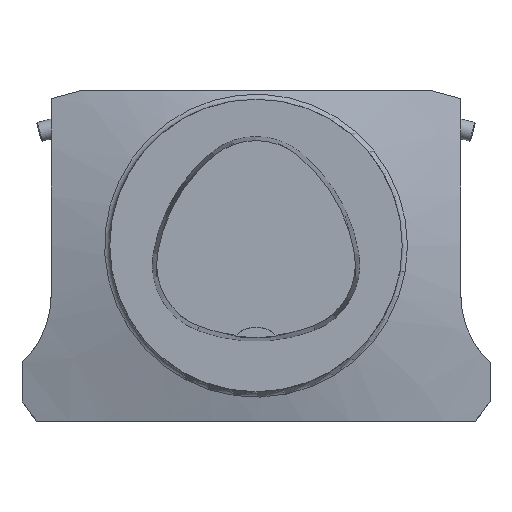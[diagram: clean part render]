
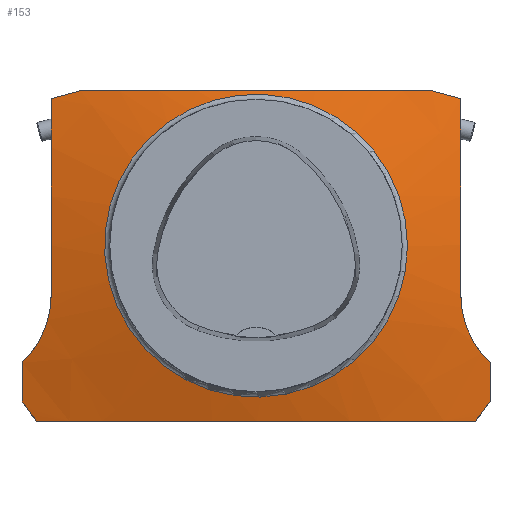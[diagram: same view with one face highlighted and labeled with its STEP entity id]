
A CAD part, top view. The second image highlights one B-rep face of the part: STEP entity #153.
In plain terms, the highlighted conical face has half-angle 75 degrees and reference radius 25.889 mm.
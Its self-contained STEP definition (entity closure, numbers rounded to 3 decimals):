
#48=CONICAL_SURFACE('',#1331,25.889,75.);
#116=B_SPLINE_CURVE_WITH_KNOTS('',3,(#1836,#1837,#1838,#1839,#1840,#1841),
 .UNSPECIFIED.,.F.,.F.,(4,2,4),(0.,0.5,1.),.UNSPECIFIED.);
#117=B_SPLINE_CURVE_WITH_KNOTS('',3,(#1913,#1914,#1915,#1916),
 .UNSPECIFIED.,.F.,.F.,(4,4),(0.,1.),.UNSPECIFIED.);
#118=B_SPLINE_CURVE_WITH_KNOTS('',3,(#1925,#1926,#1927,#1928),
 .UNSPECIFIED.,.F.,.F.,(4,4),(0.,1.),.UNSPECIFIED.);
#119=B_SPLINE_CURVE_WITH_KNOTS('',3,(#1930,#1931,#1932,#1933),
 .UNSPECIFIED.,.F.,.F.,(4,4),(0.,1.),.UNSPECIFIED.);
#120=B_SPLINE_CURVE_WITH_KNOTS('',3,(#1935,#1936,#1937,#1938,#1939,#1940),
 .UNSPECIFIED.,.F.,.F.,(4,2,4),(0.,0.5,1.),.UNSPECIFIED.);
#121=B_SPLINE_CURVE_WITH_KNOTS('',3,(#1942,#1943,#1944,#1945),
 .UNSPECIFIED.,.F.,.F.,(4,4),(0.,1.),.UNSPECIFIED.);
#122=B_SPLINE_CURVE_WITH_KNOTS('',3,(#1947,#1948,#1949,#1950,#1951,#1952),
 .UNSPECIFIED.,.F.,.F.,(4,2,4),(0.,0.5,1.),.UNSPECIFIED.);
#123=B_SPLINE_CURVE_WITH_KNOTS('',3,(#1954,#1955,#1956,#1957),
 .UNSPECIFIED.,.F.,.F.,(4,4),(0.,1.),.UNSPECIFIED.);
#124=B_SPLINE_CURVE_WITH_KNOTS('',3,(#1958,#1959,#1960,#1961),
 .UNSPECIFIED.,.F.,.F.,(4,4),(0.,1.),.UNSPECIFIED.);
#125=B_SPLINE_CURVE_WITH_KNOTS('',3,(#1964,#1965,#1966,#1967,#1968,#1969,
#1970,#1971),.UNSPECIFIED.,.F.,.F.,(4,2,2,4),(0.,0.25,0.5,1.),
 .UNSPECIFIED.);
#153=ADVANCED_FACE('',(#489,#490),#48,.T.);
#489=FACE_BOUND('',#533,.T.);
#490=FACE_BOUND('',#534,.T.);
#533=EDGE_LOOP('',(#673));
#534=EDGE_LOOP('',(#674,#675,#676,#677,#678,#679,#680,#681,#682,#683,#684,
#685));
#673=ORIENTED_EDGE('',*,*,#1120,.F.);
#674=ORIENTED_EDGE('',*,*,#1121,.T.);
#675=ORIENTED_EDGE('',*,*,#1122,.T.);
#676=ORIENTED_EDGE('',*,*,#1123,.T.);
#677=ORIENTED_EDGE('',*,*,#1124,.T.);
#678=ORIENTED_EDGE('',*,*,#1125,.T.);
#679=ORIENTED_EDGE('',*,*,#1126,.T.);
#680=ORIENTED_EDGE('',*,*,#1127,.T.);
#681=ORIENTED_EDGE('',*,*,#1083,.T.);
#682=ORIENTED_EDGE('',*,*,#1128,.T.);
#683=ORIENTED_EDGE('',*,*,#1118,.T.);
#684=ORIENTED_EDGE('',*,*,#1129,.T.);
#685=ORIENTED_EDGE('',*,*,#1130,.T.);
#966=VERTEX_POINT('',#1835);
#967=VERTEX_POINT('',#1842);
#994=VERTEX_POINT('',#1912);
#995=VERTEX_POINT('',#1917);
#996=VERTEX_POINT('',#1921);
#997=VERTEX_POINT('',#1923);
#998=VERTEX_POINT('',#1924);
#999=VERTEX_POINT('',#1929);
#1000=VERTEX_POINT('',#1934);
#1001=VERTEX_POINT('',#1941);
#1002=VERTEX_POINT('',#1946);
#1003=VERTEX_POINT('',#1953);
#1004=VERTEX_POINT('',#1963);
#1083=EDGE_CURVE('',#967,#966,#116,.T.);
#1118=EDGE_CURVE('',#995,#994,#117,.T.);
#1120=EDGE_CURVE('',#996,#996,#1239,.T.);
#1121=EDGE_CURVE('',#997,#998,#1240,.T.);
#1122=EDGE_CURVE('',#998,#999,#118,.T.);
#1123=EDGE_CURVE('',#999,#1000,#119,.T.);
#1124=EDGE_CURVE('',#1000,#1001,#120,.T.);
#1125=EDGE_CURVE('',#1001,#1002,#121,.T.);
#1126=EDGE_CURVE('',#1002,#1003,#122,.T.);
#1127=EDGE_CURVE('',#1003,#967,#123,.T.);
#1128=EDGE_CURVE('',#966,#995,#124,.T.);
#1129=EDGE_CURVE('',#994,#1004,#1241,.T.);
#1130=EDGE_CURVE('',#1004,#997,#125,.T.);
#1239=CIRCLE('',#1328,25.889);
#1240=CIRCLE('',#1329,48.);
#1241=CIRCLE('',#1330,48.);
#1328=AXIS2_PLACEMENT_3D('',#1920,#1520,#1521);
#1329=AXIS2_PLACEMENT_3D('',#1922,#1522,#1523);
#1330=AXIS2_PLACEMENT_3D('',#1962,#1524,#1525);
#1331=AXIS2_PLACEMENT_3D('',#1972,#1526,#1527);
#1520=DIRECTION('',(0.,0.,1.));
#1521=DIRECTION('',(1.,0.,0.));
#1522=DIRECTION('',(0.,0.,1.));
#1523=DIRECTION('',(-1.,0.,0.));
#1524=DIRECTION('',(0.,0.,1.));
#1525=DIRECTION('',(-1.,0.,0.));
#1526=DIRECTION('',(0.,0.,-1.));
#1527=DIRECTION('',(-1.,0.,0.));
#1835=CARTESIAN_POINT('',(-35.,-8.381,-24.145));
#1836=CARTESIAN_POINT('',(-35.,25.16,-26.051));
#1837=CARTESIAN_POINT('',(-35.,19.617,-25.184));
#1838=CARTESIAN_POINT('',(-35.,14.057,-24.502));
#1839=CARTESIAN_POINT('',(-35.,2.878,-23.798));
#1840=CARTESIAN_POINT('',(-35.,-2.767,-23.794));
#1841=CARTESIAN_POINT('',(-35.,-8.381,-24.145));
#1842=CARTESIAN_POINT('',(-35.,25.16,-26.051));
#1912=CARTESIAN_POINT('',(-40.,-26.533,-27.363));
#1913=CARTESIAN_POINT('',(-40.,-20.,-26.484));
#1914=CARTESIAN_POINT('',(-40.,-22.181,-26.746));
#1915=CARTESIAN_POINT('',(-40.,-24.358,-27.041));
#1916=CARTESIAN_POINT('',(-40.,-26.533,-27.363));
#1917=CARTESIAN_POINT('',(-40.,-20.,-26.484));
#1920=CARTESIAN_POINT('',(0.,0.,-21.438));
#1921=CARTESIAN_POINT('',(25.889,0.,-21.438));
#1922=CARTESIAN_POINT('',(0.,0.,-27.363));
#1923=CARTESIAN_POINT('',(37.47,-30.,-27.363));
#1924=CARTESIAN_POINT('',(40.,-26.533,-27.363));
#1925=CARTESIAN_POINT('',(40.,-26.533,-27.363));
#1926=CARTESIAN_POINT('',(40.,-24.358,-27.041));
#1927=CARTESIAN_POINT('',(40.,-22.181,-26.746));
#1928=CARTESIAN_POINT('',(40.,-20.,-26.484));
#1929=CARTESIAN_POINT('',(40.,-20.,-26.484));
#1930=CARTESIAN_POINT('',(40.,-20.,-26.484));
#1931=CARTESIAN_POINT('',(36.872,-17.039,-25.38));
#1932=CARTESIAN_POINT('',(35.,-12.824,-24.422));
#1933=CARTESIAN_POINT('',(35.,-8.381,-24.145));
#1934=CARTESIAN_POINT('',(35.,-8.381,-24.145));
#1935=CARTESIAN_POINT('',(35.,-8.381,-24.145));
#1936=CARTESIAN_POINT('',(35.,-2.767,-23.794));
#1937=CARTESIAN_POINT('',(35.,2.878,-23.798));
#1938=CARTESIAN_POINT('',(35.,14.057,-24.502));
#1939=CARTESIAN_POINT('',(35.,19.617,-25.184));
#1940=CARTESIAN_POINT('',(35.,25.16,-26.051));
#1941=CARTESIAN_POINT('',(35.,25.16,-26.051));
#1942=CARTESIAN_POINT('',(35.,25.16,-26.051));
#1943=CARTESIAN_POINT('',(33.336,25.606,-25.759));
#1944=CARTESIAN_POINT('',(31.669,26.053,-25.483));
#1945=CARTESIAN_POINT('',(30.,26.5,-25.227));
#1946=CARTESIAN_POINT('',(30.,26.5,-25.227));
#1947=CARTESIAN_POINT('',(30.,26.5,-25.227));
#1948=CARTESIAN_POINT('',(20.086,26.5,-23.236));
#1949=CARTESIAN_POINT('',(10.084,26.5,-21.607));
#1950=CARTESIAN_POINT('',(-9.992,26.5,-21.597));
#1951=CARTESIAN_POINT('',(-20.099,26.5,-23.238));
#1952=CARTESIAN_POINT('',(-30.,26.5,-25.227));
#1953=CARTESIAN_POINT('',(-30.,26.5,-25.227));
#1954=CARTESIAN_POINT('',(-30.,26.5,-25.227));
#1955=CARTESIAN_POINT('',(-31.669,26.053,-25.483));
#1956=CARTESIAN_POINT('',(-33.336,25.606,-25.759));
#1957=CARTESIAN_POINT('',(-35.,25.16,-26.051));
#1958=CARTESIAN_POINT('',(-35.,-8.381,-24.145));
#1959=CARTESIAN_POINT('',(-35.,-12.821,-24.422));
#1960=CARTESIAN_POINT('',(-36.874,-17.04,-25.38));
#1961=CARTESIAN_POINT('',(-40.,-20.,-26.484));
#1962=CARTESIAN_POINT('',(0.,0.,-27.363));
#1963=CARTESIAN_POINT('',(-37.47,-30.,-27.363));
#1964=CARTESIAN_POINT('',(-37.47,-30.,-27.363));
#1965=CARTESIAN_POINT('',(-31.288,-30.,-26.07));
#1966=CARTESIAN_POINT('',(-25.082,-30.,-24.882));
#1967=CARTESIAN_POINT('',(-12.53,-30.,-23.095));
#1968=CARTESIAN_POINT('',(-6.164,-30.,-22.533));
#1969=CARTESIAN_POINT('',(12.693,-30.,-22.553));
#1970=CARTESIAN_POINT('',(25.108,-30.,-24.777));
#1971=CARTESIAN_POINT('',(37.47,-30.,-27.363));
#1972=CARTESIAN_POINT('',(0.,0.,-21.438));
